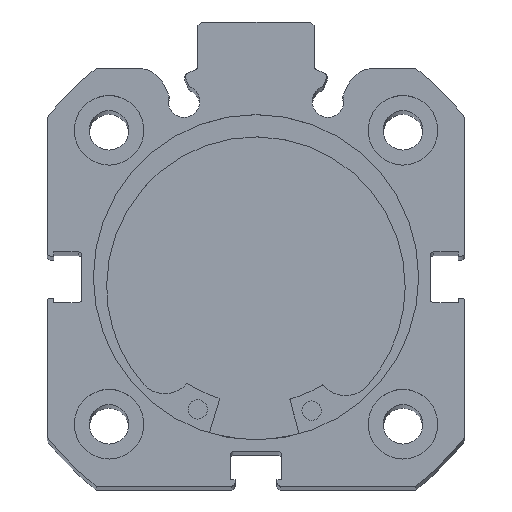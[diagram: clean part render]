
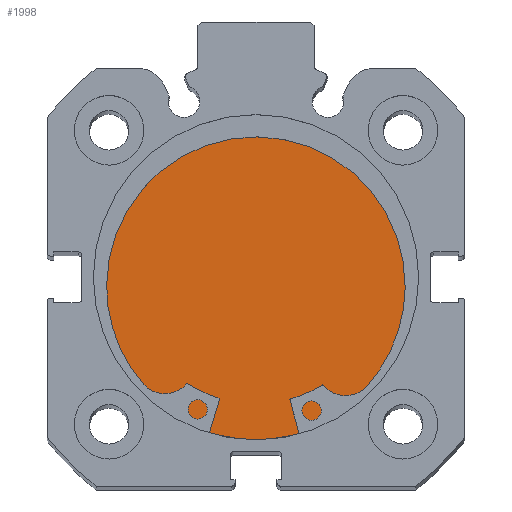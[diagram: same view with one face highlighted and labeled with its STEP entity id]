
A CAD part, top view. The second image highlights one B-rep face of the part: STEP entity #1998.
In plain terms, the highlighted face is planar.
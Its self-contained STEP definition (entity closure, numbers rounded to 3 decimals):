
#576 = VERTEX_POINT ( 'NONE', #2565 ) ;
#579 = VERTEX_POINT ( 'NONE', #2560 ) ;
#863 = EDGE_CURVE ( 'NONE', #579, #576, #4023, .T. ) ;
#920 = EDGE_CURVE ( 'NONE', #576, #579, #4109, .T. ) ;
#1408 = DIRECTION ( 'NONE',  ( 0., 0., 1. ) ) ;
#1409 = DIRECTION ( 'NONE',  ( -1., 0., 0. ) ) ;
#1419 = CARTESIAN_POINT ( 'NONE',  ( 8.5, 0., 0. ) ) ;
#1618 = DIRECTION ( 'NONE',  ( 0., 0., 1. ) ) ;
#1619 = DIRECTION ( 'NONE',  ( -1., 0., 0. ) ) ;
#1629 = CARTESIAN_POINT ( 'NONE',  ( 8.5, 0., 0. ) ) ;
#1998 = ADVANCED_FACE ( 'NONE', ( #4515 ), #5716, .F. ) ;
#2560 = CARTESIAN_POINT ( 'NONE',  ( 8.5, 0., -21. ) ) ;
#2565 = CARTESIAN_POINT ( 'NONE',  ( 8.5, 0., 21. ) ) ;
#3124 = ORIENTED_EDGE ( 'NONE', *, *, #920, .F. ) ;
#3125 = ORIENTED_EDGE ( 'NONE', *, *, #863, .F. ) ;
#3403 = EDGE_LOOP ( 'NONE', ( #3124, #3125 ) ) ;
#4023 = CIRCLE ( 'NONE', #4817, 21. ) ;
#4109 = CIRCLE ( 'NONE', #4839, 21. ) ;
#4515 = FACE_OUTER_BOUND ( 'NONE', #3403, .T. ) ;
#4817 = AXIS2_PLACEMENT_3D ( 'NONE', #1629, #1619, #1618 ) ;
#4839 = AXIS2_PLACEMENT_3D ( 'NONE', #1419, #1409, #1408 ) ;
#4985 = AXIS2_PLACEMENT_3D ( 'NONE', #5715, #5718, #5719 ) ;
#5715 = CARTESIAN_POINT ( 'NONE',  ( 8.5, 21., 0. ) ) ;
#5716 = PLANE ( 'NONE',  #4985 ) ;
#5718 = DIRECTION ( 'NONE',  ( -1., 0., 0. ) ) ;
#5719 = DIRECTION ( 'NONE',  ( 0., 0., 1. ) ) ;
